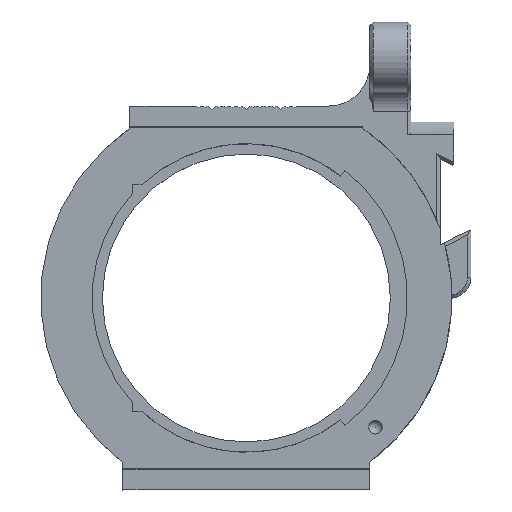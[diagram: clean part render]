
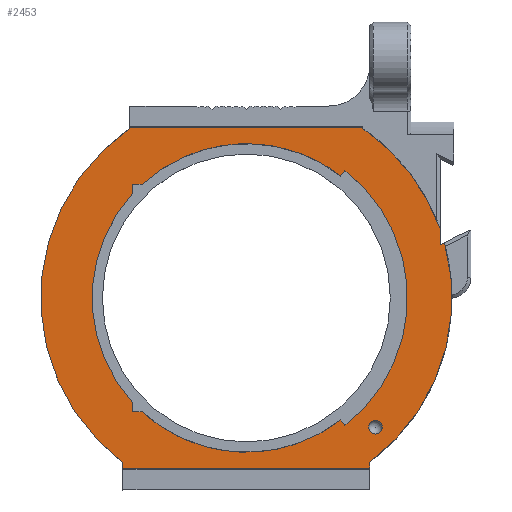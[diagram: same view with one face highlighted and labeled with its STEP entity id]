
A CAD part, top view. The second image highlights one B-rep face of the part: STEP entity #2453.
In plain terms, the highlighted planar face has unit normal (0, 0, 1).
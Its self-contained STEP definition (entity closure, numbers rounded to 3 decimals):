
#62=B_SPLINE_CURVE_WITH_KNOTS('',3,(#3754,#3755,#3756,#3757,#3758,#3759,
#3760),.UNSPECIFIED.,.F.,.F.,(4,1,1,1,4),(0.697,0.773,
0.849,0.924,1.),.UNSPECIFIED.);
#63=B_SPLINE_CURVE_WITH_KNOTS('',3,(#3797,#3798,#3799,#3800,#3801,#3802,
#3803),.UNSPECIFIED.,.F.,.F.,(4,1,1,1,4),(0.,0.076,0.151,
0.227,0.303),.UNSPECIFIED.);
#74=CIRCLE('',#2609,1.);
#75=CIRCLE('',#2610,30.);
#76=CIRCLE('',#2611,30.);
#77=CIRCLE('',#2612,30.);
#78=CIRCLE('',#2613,23.5);
#79=CIRCLE('',#2614,22.5);
#382=ORIENTED_EDGE('',*,*,#992,.T.);
#383=ORIENTED_EDGE('',*,*,#993,.T.);
#384=ORIENTED_EDGE('',*,*,#832,.T.);
#385=ORIENTED_EDGE('',*,*,#994,.T.);
#386=ORIENTED_EDGE('',*,*,#995,.T.);
#387=ORIENTED_EDGE('',*,*,#996,.T.);
#388=ORIENTED_EDGE('',*,*,#997,.T.);
#389=ORIENTED_EDGE('',*,*,#998,.T.);
#390=ORIENTED_EDGE('',*,*,#999,.F.);
#391=ORIENTED_EDGE('',*,*,#1000,.T.);
#392=ORIENTED_EDGE('',*,*,#1001,.T.);
#393=ORIENTED_EDGE('',*,*,#1002,.T.);
#394=ORIENTED_EDGE('',*,*,#1003,.F.);
#395=ORIENTED_EDGE('',*,*,#1004,.T.);
#396=ORIENTED_EDGE('',*,*,#991,.F.);
#397=ORIENTED_EDGE('',*,*,#1005,.F.);
#398=ORIENTED_EDGE('',*,*,#1006,.T.);
#399=ORIENTED_EDGE('',*,*,#1007,.F.);
#400=ORIENTED_EDGE('',*,*,#1008,.F.);
#401=ORIENTED_EDGE('',*,*,#1009,.T.);
#402=ORIENTED_EDGE('',*,*,#1010,.F.);
#403=ORIENTED_EDGE('',*,*,#1011,.F.);
#832=EDGE_CURVE('',#1191,#1190,#1421,.T.);
#991=EDGE_CURVE('',#1305,#1303,#62,.F.);
#992=EDGE_CURVE('',#1306,#1306,#74,.T.);
#993=EDGE_CURVE('',#1307,#1191,#1573,.T.);
#994=EDGE_CURVE('',#1190,#1308,#75,.T.);
#995=EDGE_CURVE('',#1308,#1309,#1574,.T.);
#996=EDGE_CURVE('',#1309,#1310,#1575,.T.);
#997=EDGE_CURVE('',#1310,#1311,#1576,.T.);
#998=EDGE_CURVE('',#1311,#1312,#76,.T.);
#999=EDGE_CURVE('',#1313,#1312,#1577,.T.);
#1000=EDGE_CURVE('',#1313,#1314,#1578,.T.);
#1001=EDGE_CURVE('',#1314,#1315,#77,.T.);
#1002=EDGE_CURVE('',#1315,#1307,#1579,.T.);
#1003=EDGE_CURVE('',#1316,#1317,#78,.T.);
#1004=EDGE_CURVE('',#1316,#1303,#1580,.T.);
#1005=EDGE_CURVE('',#1318,#1305,#1581,.T.);
#1006=EDGE_CURVE('',#1318,#1319,#1582,.T.);
#1007=EDGE_CURVE('',#1320,#1319,#79,.T.);
#1008=EDGE_CURVE('',#1321,#1320,#1583,.T.);
#1009=EDGE_CURVE('',#1321,#1322,#1584,.T.);
#1010=EDGE_CURVE('',#1323,#1322,#63,.F.);
#1011=EDGE_CURVE('',#1317,#1323,#1585,.T.);
#1190=VERTEX_POINT('',#3429);
#1191=VERTEX_POINT('',#3431);
#1303=VERTEX_POINT('',#3749);
#1305=VERTEX_POINT('',#3753);
#1306=VERTEX_POINT('',#3763);
#1307=VERTEX_POINT('',#3765);
#1308=VERTEX_POINT('',#3767);
#1309=VERTEX_POINT('',#3769);
#1310=VERTEX_POINT('',#3771);
#1311=VERTEX_POINT('',#3773);
#1312=VERTEX_POINT('',#3775);
#1313=VERTEX_POINT('',#3777);
#1314=VERTEX_POINT('',#3779);
#1315=VERTEX_POINT('',#3781);
#1316=VERTEX_POINT('',#3784);
#1317=VERTEX_POINT('',#3785);
#1318=VERTEX_POINT('',#3788);
#1319=VERTEX_POINT('',#3790);
#1320=VERTEX_POINT('',#3792);
#1321=VERTEX_POINT('',#3794);
#1322=VERTEX_POINT('',#3796);
#1323=VERTEX_POINT('',#3804);
#1421=LINE('',#3430,#1717);
#1573=LINE('',#3764,#1869);
#1574=LINE('',#3768,#1870);
#1575=LINE('',#3770,#1871);
#1576=LINE('',#3772,#1872);
#1577=LINE('',#3776,#1873);
#1578=LINE('',#3778,#1874);
#1579=LINE('',#3782,#1875);
#1580=LINE('',#3786,#1876);
#1581=LINE('',#3787,#1877);
#1582=LINE('',#3789,#1878);
#1583=LINE('',#3793,#1879);
#1584=LINE('',#3795,#1880);
#1585=LINE('',#3805,#1881);
#1717=VECTOR('',#2753,1000.);
#1869=VECTOR('',#3007,1000.);
#1870=VECTOR('',#3010,1000.);
#1871=VECTOR('',#3011,1000.);
#1872=VECTOR('',#3012,1000.);
#1873=VECTOR('',#3015,1000.);
#1874=VECTOR('',#3016,1000.);
#1875=VECTOR('',#3019,1000.);
#1876=VECTOR('',#3022,1000.);
#1877=VECTOR('',#3023,1000.);
#1878=VECTOR('',#3024,1000.);
#1879=VECTOR('',#3027,1000.);
#1880=VECTOR('',#3028,1000.);
#1881=VECTOR('',#3029,1000.);
#2056=EDGE_LOOP('',(#382));
#2057=EDGE_LOOP('',(#383,#384,#385,#386,#387,#388,#389,#390,#391,#392,#393));
#2058=EDGE_LOOP('',(#394,#395,#396,#397,#398,#399,#400,#401,#402,#403));
#2201=FACE_BOUND('',#2056,.T.);
#2202=FACE_BOUND('',#2057,.T.);
#2203=FACE_BOUND('',#2058,.T.);
#2345=PLANE('',#2608);
#2453=ADVANCED_FACE('',(#2201,#2202,#2203),#2345,.T.);
#2608=AXIS2_PLACEMENT_3D('',#3761,#3003,#3004);
#2609=AXIS2_PLACEMENT_3D('',#3762,#3005,#3006);
#2610=AXIS2_PLACEMENT_3D('',#3766,#3008,#3009);
#2611=AXIS2_PLACEMENT_3D('',#3774,#3013,#3014);
#2612=AXIS2_PLACEMENT_3D('',#3780,#3017,#3018);
#2613=AXIS2_PLACEMENT_3D('',#3783,#3020,#3021);
#2614=AXIS2_PLACEMENT_3D('',#3791,#3025,#3026);
#2753=DIRECTION('',(0.,-1.,0.));
#3003=DIRECTION('',(0.,0.,1.));
#3004=DIRECTION('',(1.,0.,0.));
#3005=DIRECTION('',(0.,0.,-1.));
#3006=DIRECTION('',(1.,0.,0.));
#3007=DIRECTION('',(-1.,0.,0.));
#3008=DIRECTION('',(0.,0.,1.));
#3009=DIRECTION('',(1.,0.,0.));
#3010=DIRECTION('',(0.,-1.,0.));
#3011=DIRECTION('',(1.,0.,0.));
#3012=DIRECTION('',(0.,1.,0.));
#3013=DIRECTION('',(0.,0.,1.));
#3014=DIRECTION('',(1.,0.,0.));
#3015=DIRECTION('',(0.894,0.447,0.));
#3016=DIRECTION('',(0.,1.,0.));
#3017=DIRECTION('',(0.,0.,1.));
#3018=DIRECTION('',(1.,0.,0.));
#3019=DIRECTION('',(0.,1.,0.));
#3020=DIRECTION('',(0.,0.,1.));
#3021=DIRECTION('',(1.,0.,0.));
#3022=DIRECTION('',(-0.612,0.791,0.));
#3023=DIRECTION('',(1.,0.,0.));
#3024=DIRECTION('',(0.,1.,0.));
#3025=DIRECTION('',(0.,0.,1.));
#3026=DIRECTION('',(1.,0.,0.));
#3027=DIRECTION('',(0.,-1.,0.));
#3028=DIRECTION('',(1.,0.,0.));
#3029=DIRECTION('',(-0.612,-0.791,0.));
#3429=CARTESIAN_POINT('',(-17.,24.718,5.5));
#3430=CARTESIAN_POINT('',(-17.,27.,5.5));
#3431=CARTESIAN_POINT('',(-17.,24.82,5.5));
#3749=CARTESIAN_POINT('',(13.768,-17.798,5.5));
#3753=CARTESIAN_POINT('',(-15.203,-16.587,5.5));
#3754=CARTESIAN_POINT('',(13.768,-17.798,5.5));
#3755=CARTESIAN_POINT('',(11.692,-19.403,5.5));
#3756=CARTESIAN_POINT('',(6.971,-21.882,5.5));
#3757=CARTESIAN_POINT('',(-0.959,-22.946,5.5));
#3758=CARTESIAN_POINT('',(-8.77,-21.223,5.5));
#3759=CARTESIAN_POINT('',(-13.264,-18.364,5.5));
#3760=CARTESIAN_POINT('',(-15.203,-16.587,5.5));
#3761=CARTESIAN_POINT('',(-28.,27.,5.5));
#3762=CARTESIAN_POINT('',(18.845,-18.845,5.5));
#3763=CARTESIAN_POINT('',(19.845,-18.845,5.5));
#3764=CARTESIAN_POINT('',(-28.,24.82,5.5));
#3765=CARTESIAN_POINT('',(17.,24.82,5.5));
#3766=CARTESIAN_POINT('',(0.,0.,5.5));
#3767=CARTESIAN_POINT('',(-18.,-24.,5.5));
#3768=CARTESIAN_POINT('',(-18.,27.,5.5));
#3769=CARTESIAN_POINT('',(-18.,-24.82,5.5));
#3770=CARTESIAN_POINT('',(-28.,-24.82,5.5));
#3771=CARTESIAN_POINT('',(18.,-24.82,5.5));
#3772=CARTESIAN_POINT('',(18.,27.,5.5));
#3773=CARTESIAN_POINT('',(18.,-24.,5.5));
#3774=CARTESIAN_POINT('',(0.,0.,5.5));
#3775=CARTESIAN_POINT('',(28.894,8.071,5.5));
#3776=CARTESIAN_POINT('',(-9.05,-10.901,5.5));
#3777=CARTESIAN_POINT('',(28.25,7.749,5.5));
#3778=CARTESIAN_POINT('',(28.25,27.,5.5));
#3779=CARTESIAN_POINT('',(28.25,10.096,5.5));
#3780=CARTESIAN_POINT('',(0.,0.,5.5));
#3781=CARTESIAN_POINT('',(17.,24.718,5.5));
#3782=CARTESIAN_POINT('',(17.,27.,5.5));
#3783=CARTESIAN_POINT('',(0.001,-0.002,5.5));
#3784=CARTESIAN_POINT('',(14.38,-18.589,5.5));
#3785=CARTESIAN_POINT('',(14.38,18.586,5.5));
#3786=CARTESIAN_POINT('',(7.19,-9.295,5.5));
#3787=CARTESIAN_POINT('',(-15.894,-16.587,5.5));
#3788=CARTESIAN_POINT('',(-16.585,-16.587,5.5));
#3789=CARTESIAN_POINT('',(-16.585,-15.107,5.5));
#3790=CARTESIAN_POINT('',(-16.585,-15.205,5.5));
#3791=CARTESIAN_POINT('',(0.001,-0.001,5.5));
#3792=CARTESIAN_POINT('',(-16.585,15.203,5.5));
#3793=CARTESIAN_POINT('',(-16.585,15.894,5.5));
#3794=CARTESIAN_POINT('',(-16.585,16.585,5.5));
#3795=CARTESIAN_POINT('',(-15.105,16.585,5.5));
#3796=CARTESIAN_POINT('',(-15.203,16.585,5.5));
#3797=CARTESIAN_POINT('',(-15.203,16.585,5.5));
#3798=CARTESIAN_POINT('',(-13.264,18.362,5.5));
#3799=CARTESIAN_POINT('',(-8.77,21.222,5.5));
#3800=CARTESIAN_POINT('',(-0.958,22.944,5.5));
#3801=CARTESIAN_POINT('',(6.971,21.88,5.5));
#3802=CARTESIAN_POINT('',(11.692,19.402,5.5));
#3803=CARTESIAN_POINT('',(13.768,17.795,5.5));
#3804=CARTESIAN_POINT('',(13.768,17.795,5.5));
#3805=CARTESIAN_POINT('',(7.191,9.293,5.5));
